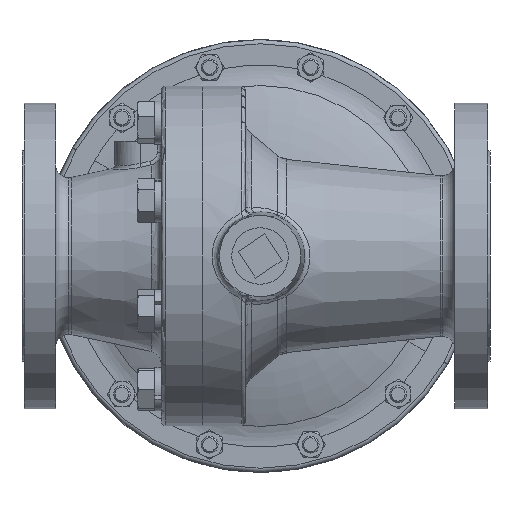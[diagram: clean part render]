
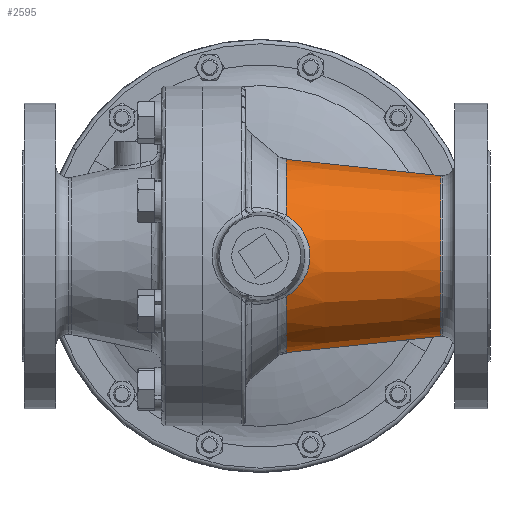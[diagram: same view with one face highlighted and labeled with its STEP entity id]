
A CAD part, front view. The second image highlights one B-rep face of the part: STEP entity #2595.
In plain terms, the highlighted conical face has half-angle 6 degrees and reference radius 60.078 mm.
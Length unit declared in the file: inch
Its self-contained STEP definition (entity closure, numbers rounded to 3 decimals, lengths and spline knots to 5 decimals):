
#1269 = VECTOR ( 'NONE', #3265, 39.37008 ) ;
#1304 = CARTESIAN_POINT ( 'NONE',  ( 0.82633, -2.58806, 1.16354 ) ) ;
#1424 = CARTESIAN_POINT ( 'NONE',  ( 1.09992, -2.6496, 0.93199 ) ) ;
#1542 = CARTESIAN_POINT ( 'NONE',  ( 1.46684, -2.76801, 0.12268 ) ) ;
#1675 = CARTESIAN_POINT ( 'NONE',  ( 1.30993, -2.71246, -0.64055 ) ) ;
#1792 = CARTESIAN_POINT ( 'NONE',  ( 5.31828, 0., 2.36528 ) ) ;
#2383 = CARTESIAN_POINT ( 'NONE',  ( 0.77403, -2.57966, -1.19475 ) ) ;
#2595 = ADVANCED_FACE ( 'NONE', ( #24988 ), #16488, .T. ) ;
#3265 = DIRECTION ( 'NONE',  ( -0.995, 0., -0.105 ) ) ;
#4312 = CARTESIAN_POINT ( 'NONE',  ( 1.15938, -2.66607, 0.86376 ) ) ;
#4356 = ORIENTED_EDGE ( 'NONE', *, *, #21150, .F. ) ;
#4445 = CARTESIAN_POINT ( 'NONE',  ( 1.47113, -2.76964, -0.03011 ) ) ;
#4567 = CARTESIAN_POINT ( 'NONE',  ( 1.21473, -2.68221, -0.79309 ) ) ;
#6189 = LINE ( 'NONE', #1792, #19809 ) ;
#6216 = AXIS2_PLACEMENT_3D ( 'NONE', #8850, #29047, #11776 ) ;
#7217 = CARTESIAN_POINT ( 'NONE',  ( 1.24886, -2.69279, 0.74325 ) ) ;
#7333 = CARTESIAN_POINT ( 'NONE',  ( 1.4659, -2.76767, -0.12175 ) ) ;
#7464 = CARTESIAN_POINT ( 'NONE',  ( 1.13942, -2.66042, -0.88763 ) ) ;
#8317 = VERTEX_POINT ( 'NONE', #24687 ) ;
#8320 = CIRCLE ( 'NONE', #26962, 2.8429 ) ;
#8850 = CARTESIAN_POINT ( 'NONE',  ( 5.31828, 0., 0. ) ) ;
#10012 = CARTESIAN_POINT ( 'NONE',  ( 0.77403, -2.57966, 1.19475 ) ) ;
#10128 = CARTESIAN_POINT ( 'NONE',  ( 1.33724, -2.72166, 0.58713 ) ) ;
#10262 = CARTESIAN_POINT ( 'NONE',  ( 1.45038, -2.76188, -0.24202 ) ) ;
#10375 = CARTESIAN_POINT ( 'NONE',  ( 1.07894, -2.64405, -0.95411 ) ) ;
#10853 = EDGE_CURVE ( 'NONE', #8317, #32860, #6189, .T. ) ;
#11442 = CARTESIAN_POINT ( 'NONE',  ( 0.77403, 0., -2.8429 ) ) ;
#11776 = DIRECTION ( 'NONE',  ( 0., 0., 1. ) ) ;
#11987 = CARTESIAN_POINT ( 'NONE',  ( 0.77403, 0., 0. ) ) ;
#12368 = AXIS2_PLACEMENT_3D ( 'NONE', #31392, #26186, #34350 ) ;
#12618 = CARTESIAN_POINT ( 'NONE',  ( 0.77403, -2.57966, 1.19475 ) ) ;
#13101 = CARTESIAN_POINT ( 'NONE',  ( 1.38416, -2.73794, 0.47551 ) ) ;
#13221 = CARTESIAN_POINT ( 'NONE',  ( 1.41368, -2.74846, -0.3888 ) ) ;
#13344 = CARTESIAN_POINT ( 'NONE',  ( 0.97057, -2.61735, -1.05637 ) ) ;
#14970 = DIRECTION ( 'NONE',  ( 0., 0., 1. ) ) ;
#15911 = CARTESIAN_POINT ( 'NONE',  ( 0.97069, -2.61738, 1.05628 ) ) ;
#16025 = CARTESIAN_POINT ( 'NONE',  ( 1.41362, -2.74844, 0.38898 ) ) ;
#16162 = CARTESIAN_POINT ( 'NONE',  ( 1.38422, -2.73796, -0.47535 ) ) ;
#16277 = CARTESIAN_POINT ( 'NONE',  ( 0.82634, -2.58806, -1.16353 ) ) ;
#16403 = VERTEX_POINT ( 'NONE', #2383 ) ;
#16488 = CONICAL_SURFACE ( 'NONE', #12368, 2.36528, 0.105 ) ;
#16492 = CARTESIAN_POINT ( 'NONE',  ( 0.77403, 0., 0. ) ) ;
#17432 = VERTEX_POINT ( 'NONE', #11442 ) ;
#17780 = CARTESIAN_POINT ( 'NONE',  ( 5.31828, 0., -2.36528 ) ) ;
#18009 = EDGE_LOOP ( 'NONE', ( #20652, #29229, #18875, #4356, #26755, #35776 ) ) ;
#18479 = CARTESIAN_POINT ( 'NONE',  ( 0.77403, 0., 2.8429 ) ) ;
#18825 = CARTESIAN_POINT ( 'NONE',  ( 1.07929, -2.64414, 0.95375 ) ) ;
#18875 = ORIENTED_EDGE ( 'NONE', *, *, #10853, .T. ) ;
#18948 = CARTESIAN_POINT ( 'NONE',  ( 1.45031, -2.76185, 0.2424 ) ) ;
#19069 = CARTESIAN_POINT ( 'NONE',  ( 1.33727, -2.72167, -0.58708 ) ) ;
#19387 = DIRECTION ( 'NONE',  ( 0., 0., 1. ) ) ;
#19498 = EDGE_CURVE ( 'NONE', #32806, #16403, #19776, .T. ) ;
#19776 = B_SPLINE_CURVE_WITH_KNOTS ( 'NONE', 3,
 ( #10012, #1304, #33170, #15911, #36115, #18825, #1424, #21688, #4312, #24555, #7217, #27420, #10128, #30357, #13101, #33300, #16025, #36239, #18948, #1542, #21816, #4445, #24675, #7333, #27539, #10262, #30473, #13221, #33427, #16162, #36354, #19069, #1675, #21948, #4567, #24790, #7464, #27674, #10375, #30602, #13344, #33554, #16277, #36479 ),
 .UNSPECIFIED., .F., .F.,
 ( 4, 2, 2, 2, 2, 2, 2, 2, 2, 2, 2, 2, 2, 2, 2, 2, 2, 2, 2, 2, 2, 4 ),
 ( 0., 0.00462, 0.00924, 0.01155, 0.01386, 0.01847, 0.02309, 0.0254, 0.02771, 0.03233, 0.03695, 0.03926, 0.04157, 0.04619, 0.0485, 0.0508, 0.05542, 0.06004, 0.06235, 0.06466, 0.06928, 0.0739 ),
 .UNSPECIFIED. ) ;
#19809 = VECTOR ( 'NONE', #33669, 39.37008 ) ;
#20652 = ORIENTED_EDGE ( 'NONE', *, *, #35230, .F. ) ;
#21150 = EDGE_CURVE ( 'NONE', #32806, #32860, #29140, .T. ) ;
#21437 = EDGE_CURVE ( 'NONE', #17432, #16403, #8320, .T. ) ;
#21688 = CARTESIAN_POINT ( 'NONE',  ( 1.13994, -2.66056, 0.88703 ) ) ;
#21816 = CARTESIAN_POINT ( 'NONE',  ( 1.47109, -2.76962, 0.06206 ) ) ;
#21948 = CARTESIAN_POINT ( 'NONE',  ( 1.24866, -2.69273, -0.74356 ) ) ;
#24111 = EDGE_CURVE ( 'NONE', #25496, #8317, #30011, .T. ) ;
#24555 = CARTESIAN_POINT ( 'NONE',  ( 1.21504, -2.6823, 0.79263 ) ) ;
#24675 = CARTESIAN_POINT ( 'NONE',  ( 1.47008, -2.76924, -0.06087 ) ) ;
#24687 = CARTESIAN_POINT ( 'NONE',  ( 5.31828, 0., 2.36528 ) ) ;
#24790 = CARTESIAN_POINT ( 'NONE',  ( 1.15879, -2.6659, -0.86448 ) ) ;
#24988 = FACE_OUTER_BOUND ( 'NONE', #18009, .T. ) ;
#25496 = VERTEX_POINT ( 'NONE', #26536 ) ;
#26186 = DIRECTION ( 'NONE',  ( -1., 0., 0. ) ) ;
#26536 = CARTESIAN_POINT ( 'NONE',  ( 5.31828, 0., -2.36528 ) ) ;
#26755 = ORIENTED_EDGE ( 'NONE', *, *, #19498, .T. ) ;
#26962 = AXIS2_PLACEMENT_3D ( 'NONE', #11987, #32214, #14970 ) ;
#27420 = CARTESIAN_POINT ( 'NONE',  ( 1.30995, -2.71246, 0.6405 ) ) ;
#27539 = CARTESIAN_POINT ( 'NONE',  ( 1.46278, -2.7665, -0.15197 ) ) ;
#27667 = AXIS2_PLACEMENT_3D ( 'NONE', #16492, #36688, #19387 ) ;
#27674 = CARTESIAN_POINT ( 'NONE',  ( 1.09952, -2.6495, -0.93243 ) ) ;
#29047 = DIRECTION ( 'NONE',  ( -1., 0., 0. ) ) ;
#29140 = CIRCLE ( 'NONE', #27667, 2.8429 ) ;
#29229 = ORIENTED_EDGE ( 'NONE', *, *, #24111, .T. ) ;
#30011 = CIRCLE ( 'NONE', #6216, 2.36528 ) ;
#30357 = CARTESIAN_POINT ( 'NONE',  ( 1.37305, -2.73404, 0.50387 ) ) ;
#30473 = CARTESIAN_POINT ( 'NONE',  ( 1.4381, -2.75732, -0.30123 ) ) ;
#30602 = CARTESIAN_POINT ( 'NONE',  ( 1.01538, -2.62789, -1.01711 ) ) ;
#31392 = CARTESIAN_POINT ( 'NONE',  ( 5.31828, 0., 0. ) ) ;
#32047 = LINE ( 'NONE', #17780, #1269 ) ;
#32214 = DIRECTION ( 'NONE',  ( -1., 0., 0. ) ) ;
#32806 = VERTEX_POINT ( 'NONE', #12618 ) ;
#32860 = VERTEX_POINT ( 'NONE', #18479 ) ;
#33170 = CARTESIAN_POINT ( 'NONE',  ( 0.87606, -2.59744, 1.12958 ) ) ;
#33300 = CARTESIAN_POINT ( 'NONE',  ( 1.40448, -2.74515, 0.41795 ) ) ;
#33427 = CARTESIAN_POINT ( 'NONE',  ( 1.40453, -2.74517, -0.41779 ) ) ;
#33554 = CARTESIAN_POINT ( 'NONE',  ( 0.87605, -2.59743, -1.12958 ) ) ;
#33669 = DIRECTION ( 'NONE',  ( -0.995, 0., 0.105 ) ) ;
#34350 = DIRECTION ( 'NONE',  ( 0., 0., 1. ) ) ;
#35230 = EDGE_CURVE ( 'NONE', #25496, #17432, #32047, .T. ) ;
#35776 = ORIENTED_EDGE ( 'NONE', *, *, #21437, .F. ) ;
#36115 = CARTESIAN_POINT ( 'NONE',  ( 1.01559, -2.62794, 1.01693 ) ) ;
#36239 = CARTESIAN_POINT ( 'NONE',  ( 1.43803, -2.75729, 0.30149 ) ) ;
#36354 = CARTESIAN_POINT ( 'NONE',  ( 1.37311, -2.73406, -0.50373 ) ) ;
#36479 = CARTESIAN_POINT ( 'NONE',  ( 0.77403, -2.57966, -1.19475 ) ) ;
#36688 = DIRECTION ( 'NONE',  ( -1., 0., 0. ) ) ;
